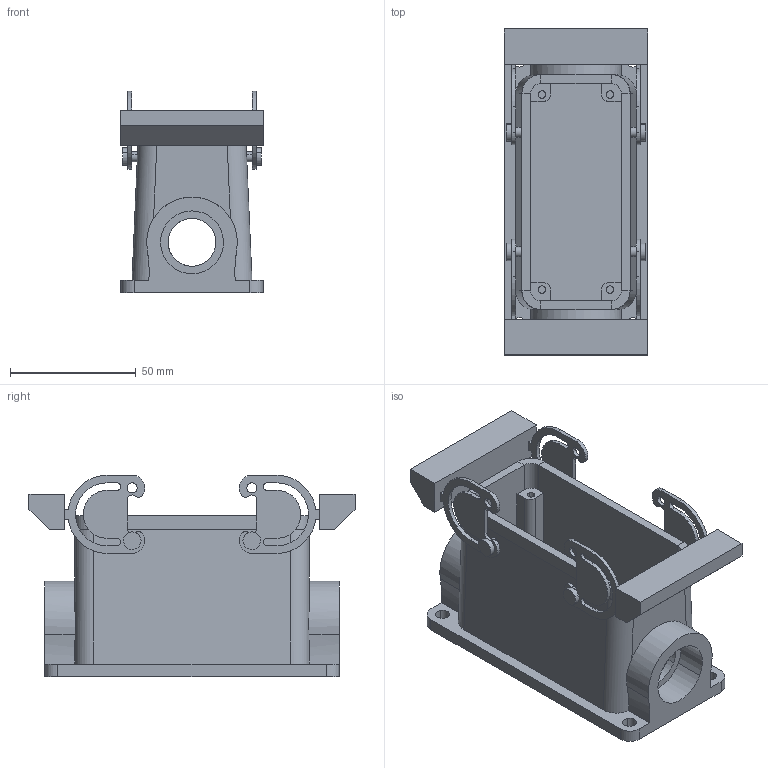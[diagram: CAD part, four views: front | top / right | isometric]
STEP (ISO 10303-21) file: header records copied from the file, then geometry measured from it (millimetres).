
FILE_DESCRIPTION(('CATIA V5 STEP Exchange','CAx-IF Rec.Pracs.--- Model Styling and Organization---1.5--- 2016-08-15','CAx-IF Rec.Pracs.---Supplemental Geometry---1.0---2011-11-01','CAx-IF Rec.Pracs.--- Composite Materials ---1.1---2010-07-15'),'2;1');
FILE_NAME ('13374351_3', '2025-03-27T06:24:29+00:00', ('none'), ('Weidmueller'), 'CATIA Version 5-6 Release 2022 SP4 HF5', 'CATIA V5 STEP AP214 v3', 'none');
FILE_SCHEMA(('AUTOMOTIVE_DESIGN { 1 0 10303 214 1 1 1 1 }'));
Length unit declared in the file: millimetre
Products named in the file (1): 1788240000_S
Bounding box: 57 x 129.5 x 80 mm (x, y, z)
Volume: 139686 mm3; surface area: 59735.7 mm2
Topology: 1 solids, 1 shells, 252 faces, 684 edges, 448 vertices
Faces by surface type: cylinder 130, plane 122
Entity records: 7448 total; most frequent: CARTESIAN_POINT 1475, ORIENTED_EDGE 1368, DIRECTION 944, EDGE_CURVE 684, VERTEX_POINT 448, AXIS2_PLACEMENT_3D 407, VECTOR 396, LINE 396
